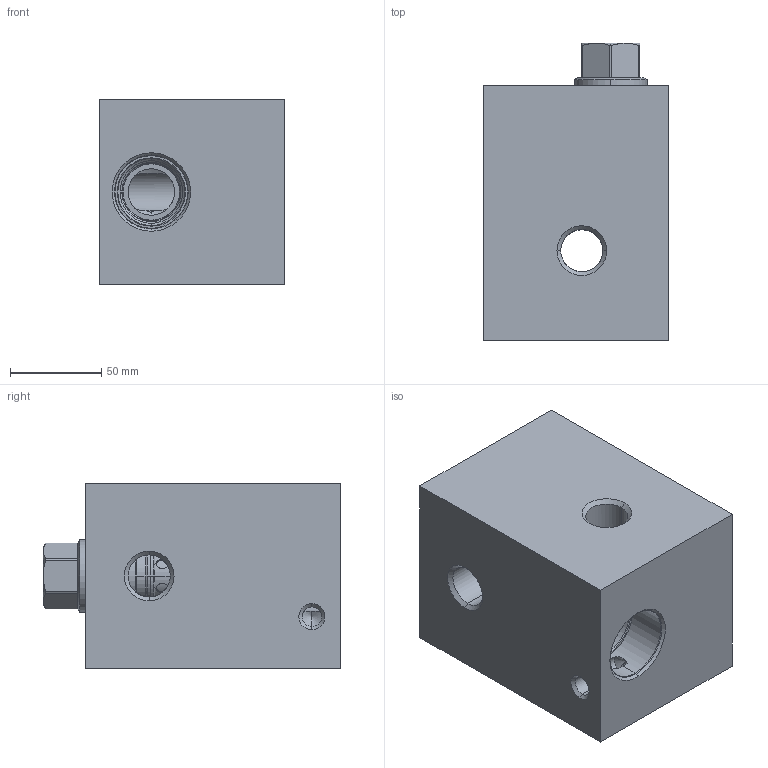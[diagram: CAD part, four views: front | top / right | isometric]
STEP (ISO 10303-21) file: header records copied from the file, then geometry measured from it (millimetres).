
FILE_DESCRIPTION((''),'2;1');
FILE_NAME('H3D_ASM','2022-09-22T',('ProEService'),(''),'PRO/ENGINEER BY PARAMETRIC TECHNOLOGY CORPORATION, 2014200','PRO/ENGINEER BY PARAMETRIC TECHNOLOGY CORPORATION, 2014200','');
FILE_SCHEMA(('CONFIG_CONTROL_DESIGN'));
Length unit declared in the file: inch
Products named in the file (3): 151-161-001; CXGDXCN; H3D_ASM
Assembly tree (2 placements, depth 2):
  H3D_ASM
    151-161-001
    CXGDXCN
Bounding box: 101.6 x 162.74 x 101.6 mm (x, y, z)
Volume: 1276784.2 mm3; surface area: 123448.2 mm2
Topology: 3 solids, 3 shells, 258 faces, 877 edges, 722 vertices
Faces by surface type: cylinder 114, cone 70, plane 42, torus 26, revolution 6
Entity records: 10901 total; most frequent: CARTESIAN_POINT 3431, DIRECTION 1606, ORIENTED_EDGE 1226, EDGE_CURVE 613, AXIS2_PLACEMENT_3D 572, VECTOR 456, LINE 456, VERTEX_POINT 376
